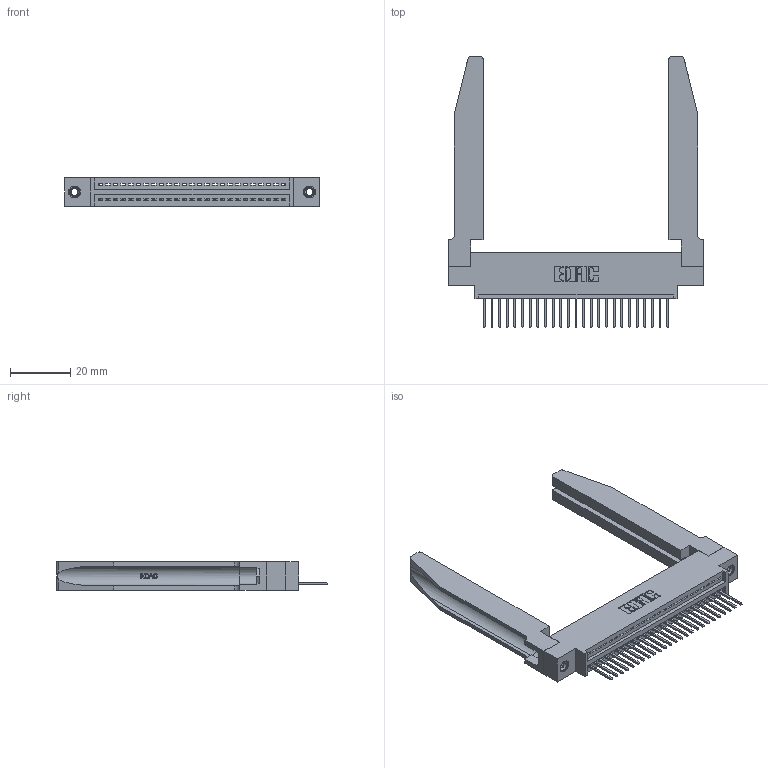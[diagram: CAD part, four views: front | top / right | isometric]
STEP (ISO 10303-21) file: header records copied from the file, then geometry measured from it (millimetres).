
FILE_DESCRIPTION (( 'STEP AP203' ), '1' );
FILE_NAME ('345-025-523-678.STEP', '2019-10-05T06:33:40', ( '' ), ( '' ), 'SwSTEP 2.0', 'SolidWorks 2016', '' );
FILE_SCHEMA (( 'CONFIG_CONTROL_DESIGN' ));
Length unit declared in the file: inch
Products named in the file (5): 345-220-078_345-220-078; 345 Part_0.170 Offset - 0.156 Dia-TH; 345-250-001_345-250-001-102; 345-292-001_345-293-123; 345-025-523-678
Assembly tree (30 placements, depth 2):
  345-025-523-678
    345 Part_0.170 Offset - 0.156 Dia-TH
    345-292-001_345-293-123  x25
    345-250-001_345-250-001-102  x2
    345-220-078_345-220-078  x2
Bounding box: 84.73 x 90.09 x 9.4 mm (x, y, z)
Volume: 15556.3 mm3; surface area: 17115 mm2
Topology: 30 solids, 30 shells, 1814 faces, 5361 edges, 3530 vertices
Faces by surface type: plane 1226, cylinder 536, bspline 36, cone 12, torus 4
Entity records: 25994 total; most frequent: CARTESIAN_POINT 5402, ORIENTED_EDGE 4258, DIRECTION 3749, EDGE_CURVE 2129, VECTOR 1803, LINE 1803, VERTEX_POINT 1412, AXIS2_PLACEMENT_3D 973
